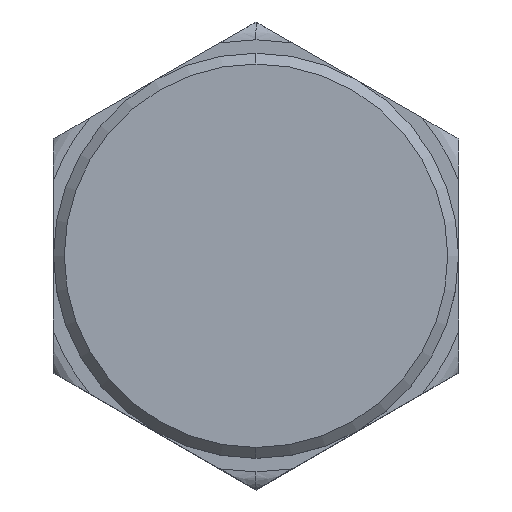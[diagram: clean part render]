
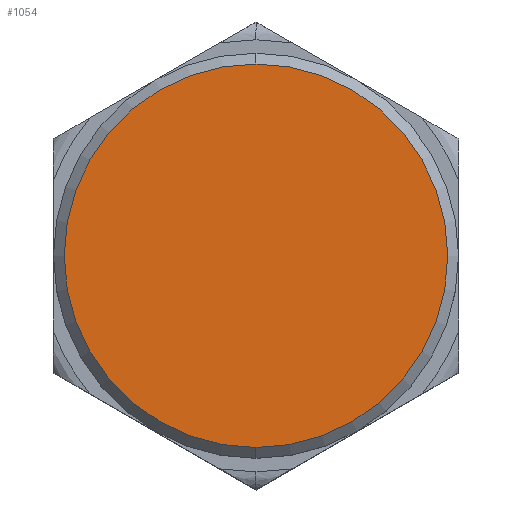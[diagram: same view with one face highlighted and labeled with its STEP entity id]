
A CAD part, top view. The second image highlights one B-rep face of the part: STEP entity #1054.
In plain terms, the highlighted planar face has unit normal (0, 0, 1).
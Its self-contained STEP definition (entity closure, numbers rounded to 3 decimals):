
#146 = VERTEX_POINT ( 'NONE', #993 ) ;
#166 = DIRECTION ( 'NONE',  ( 0., 0., -1. ) ) ;
#231 = FACE_OUTER_BOUND ( 'NONE', #1172, .T. ) ;
#307 = CARTESIAN_POINT ( 'NONE',  ( 0., 14.2, 15. ) ) ;
#315 = AXIS2_PLACEMENT_3D ( 'NONE', #543, #1217, #1227 ) ;
#401 = ORIENTED_EDGE ( 'NONE', *, *, #879, .F. ) ;
#525 = VERTEX_POINT ( 'NONE', #307 ) ;
#543 = CARTESIAN_POINT ( 'NONE',  ( -14.2, -14.37, 15. ) ) ;
#622 = PLANE ( 'NONE',  #315 ) ;
#630 = EDGE_CURVE ( 'NONE', #146, #525, #1213, .T. ) ;
#879 = EDGE_CURVE ( 'NONE', #525, #146, #1027, .T. ) ;
#950 = DIRECTION ( 'NONE',  ( 0., 1., 0. ) ) ;
#952 = DIRECTION ( 'NONE',  ( 0., 1., 0. ) ) ;
#993 = CARTESIAN_POINT ( 'NONE',  ( 0., -14.2, 15. ) ) ;
#1027 = CIRCLE ( 'NONE', #1251, 14.2 ) ;
#1051 = CARTESIAN_POINT ( 'NONE',  ( 0., 0., 15. ) ) ;
#1054 = ADVANCED_FACE ( 'NONE', ( #231 ), #622, .T. ) ;
#1115 = AXIS2_PLACEMENT_3D ( 'NONE', #1171, #1178, #952 ) ;
#1171 = CARTESIAN_POINT ( 'NONE',  ( 0., 0., 15. ) ) ;
#1172 = EDGE_LOOP ( 'NONE', ( #401, #1186 ) ) ;
#1178 = DIRECTION ( 'NONE',  ( 0., 0., -1. ) ) ;
#1186 = ORIENTED_EDGE ( 'NONE', *, *, #630, .F. ) ;
#1213 = CIRCLE ( 'NONE', #1115, 14.2 ) ;
#1217 = DIRECTION ( 'NONE',  ( 0., 0., 1. ) ) ;
#1227 = DIRECTION ( 'NONE',  ( 1., 0., 0. ) ) ;
#1251 = AXIS2_PLACEMENT_3D ( 'NONE', #1051, #166, #950 ) ;
